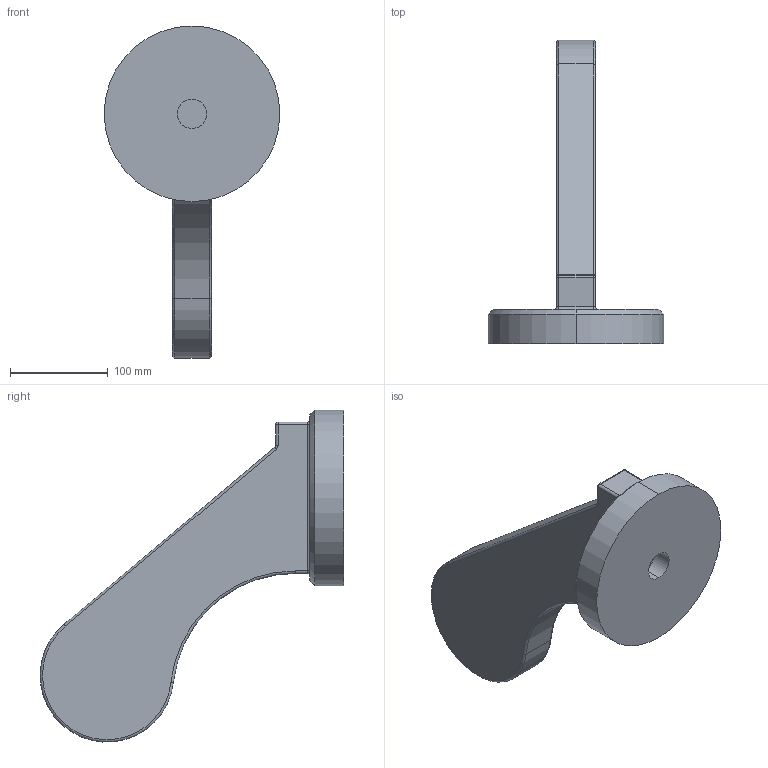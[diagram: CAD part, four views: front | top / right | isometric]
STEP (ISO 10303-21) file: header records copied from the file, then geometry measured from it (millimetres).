
FILE_DESCRIPTION (( 'STEP AP203' ), '1' );
FILE_NAME ('link1_Default_sldprt.STEP', '2023-06-28T12:08:24', ( '' ), ( '' ), 'SwSTEP 2.0', 'SolidWorks 2022', '' );
FILE_SCHEMA (( 'CONFIG_CONTROL_DESIGN' ));
Length unit declared in the file: millimetre
Products named in the file (1): link1_Default_sldprt
Bounding box: 180 x 311.34 x 340.31 mm (x, y, z)
Volume: 2339843.4 mm3; surface area: 171044.8 mm2
Topology: 1 solids, 1 shells, 46 faces, 99 edges, 56 vertices
Faces by surface type: cylinder 22, plane 10, torus 10, cone 2, sphere 2
Entity records: 1308 total; most frequent: DIRECTION 249, CARTESIAN_POINT 200, ORIENTED_EDGE 194, AXIS2_PLACEMENT_3D 105, EDGE_CURVE 97, CIRCLE 58, VERTEX_POINT 56, EDGE_LOOP 49
